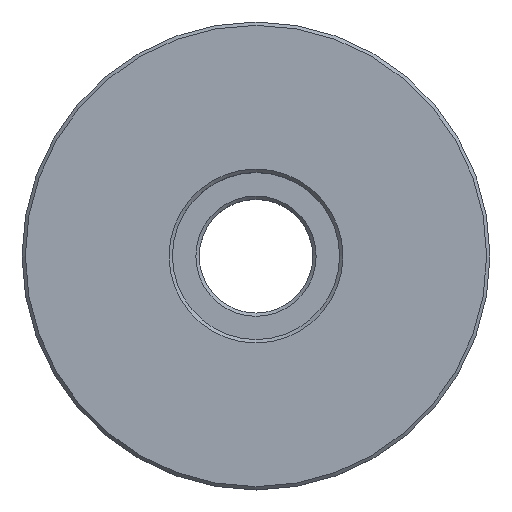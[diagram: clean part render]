
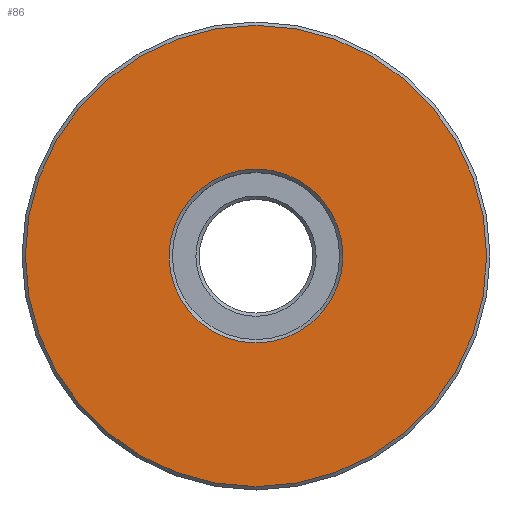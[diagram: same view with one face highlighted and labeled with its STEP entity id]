
A CAD part, top view. The second image highlights one B-rep face of the part: STEP entity #86.
In plain terms, the highlighted planar face has unit normal (0, 0, 1).
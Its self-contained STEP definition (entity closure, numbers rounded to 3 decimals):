
#86=ADVANCED_FACE('',(#123,#124),#125,.F.);
#123=FACE_OUTER_BOUND('',#165,.T.);
#124=FACE_BOUND('',#166,.T.);
#125=PLANE('',#167);
#165=EDGE_LOOP('',(#229));
#166=EDGE_LOOP('',(#230));
#167=AXIS2_PLACEMENT_3D('',#231,#232,#233);
#229=ORIENTED_EDGE('',*,*,#254,.T.);
#230=ORIENTED_EDGE('',*,*,#256,.T.);
#231=CARTESIAN_POINT('',(-12.5,0.,30.0));
#232=DIRECTION('',(0.0,0.,-1.0));
#233=DIRECTION('',(0.0,1.0,0.));
#254=EDGE_CURVE('',#278,#278,#279,.F.);
#256=EDGE_CURVE('',#282,#282,#283,.T.);
#278=VERTEX_POINT('',#306);
#279=CIRCLE('',#307,34.5);
#282=VERTEX_POINT('',#310);
#283=CIRCLE('',#311,13.0);
#306=CARTESIAN_POINT('',(0.,34.5,30.0));
#307=AXIS2_PLACEMENT_3D('',#344,#345,#346);
#310=CARTESIAN_POINT('',(0.0,13.0,30.0));
#311=AXIS2_PLACEMENT_3D('',#350,#351,#352);
#344=CARTESIAN_POINT('',(0.0,0.,30.0));
#345=DIRECTION('',(0.0,0.,-1.0));
#346=DIRECTION('',(0.0,1.0,0.));
#350=CARTESIAN_POINT('',(0.0,0.,30.0));
#351=DIRECTION('',(0.0,0.,-1.0));
#352=DIRECTION('',(0.0,1.0,0.));
